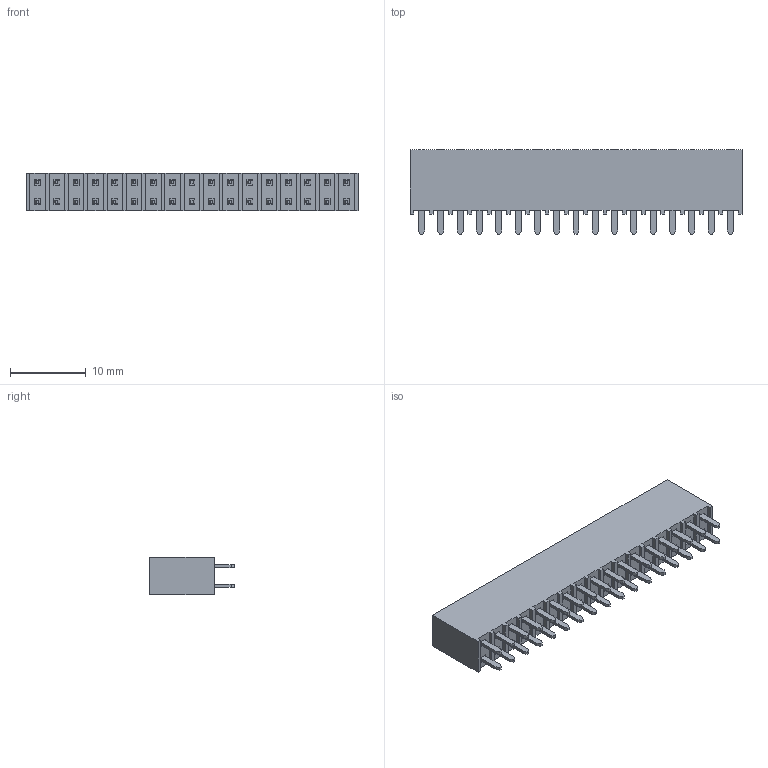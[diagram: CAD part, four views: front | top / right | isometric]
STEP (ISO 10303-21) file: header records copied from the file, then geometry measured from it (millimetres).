
FILE_DESCRIPTION(/* description */ ('STEP AP214'),/* implementation_level */ '2;1');
FILE_NAME(/* name */ 'SSW-117-01-G-D',/* time_stamp */ '2024-07-17T15:24:03+02:00',/* author */ ('License CC BY-ND 4.0'),/* organization */ ('CADENAS'),/* preprocessor_version */ 'ST-DEVELOPER v19.3',/* originating_system */ 'PARTsolutions',/* authorisation */ ' ');
FILE_SCHEMA (('AUTOMOTIVE_DESIGN {1 0 10303 214 3 1 1}'));
Length unit declared in the file: inch
Products named in the file (3): SSW-117-01-G-D; T1SSW-117-01-G-D; P2SSW-117-01-G-D
Assembly tree (2 placements, depth 2):
  SSW-117-01-G-D
    T1SSW-117-01-G-D
    P2SSW-117-01-G-D
Bounding box: 43.69 x 11.15 x 4.95 mm (x, y, z)
Volume: 1642.4 mm3; surface area: 2724.4 mm2
Topology: 2 solids, 2 shells, 454 faces, 1248 edges, 832 vertices
Faces by surface type: plane 454
Entity records: 14326 total; most frequent: CARTESIAN_POINT 2537, ORIENTED_EDGE 2496, DIRECTION 2162, EDGE_CURVE 1248, LINE 1248, VECTOR 1248, VERTEX_POINT 832, EDGE_LOOP 556
